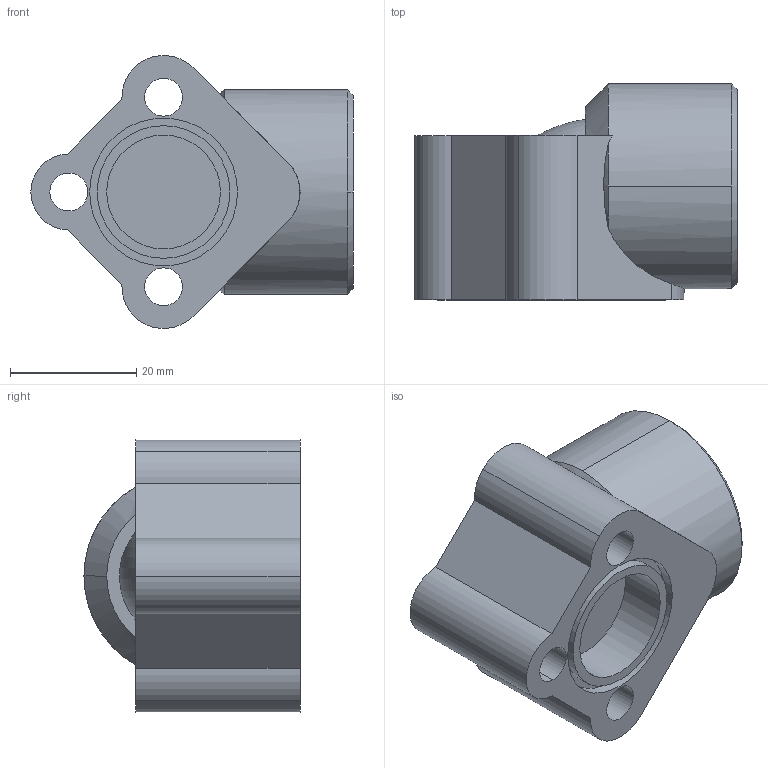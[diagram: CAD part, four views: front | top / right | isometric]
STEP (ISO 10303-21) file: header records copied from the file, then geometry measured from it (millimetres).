
FILE_DESCRIPTION(('STEP AP203'),'1');
FILE_NAME('b3-103.stp','2022-03-14T16:31:32',('TraceParts'),('TraceParts S.A.'),'Spatial InterOp 3D',' ',' ');
FILE_SCHEMA(('CONFIG_CONTROL_DESIGN'));
Length unit declared in the file: millimetre
Products named in the file (1): 1
Bounding box: 51 x 34.2 x 43.15 mm (x, y, z)
Volume: 32333.8 mm3; surface area: 10101 mm2
Topology: 1 solids, 1 shells, 44 faces, 114 edges, 76 vertices
Faces by surface type: cylinder 23, plane 12, cone 8, torus 1
Entity records: 1549 total; most frequent: CARTESIAN_POINT 363, DIRECTION 260, ORIENTED_EDGE 228, EDGE_CURVE 114, AXIS2_PLACEMENT_3D 108, VERTEX_POINT 76, CIRCLE 59, EDGE_LOOP 54
